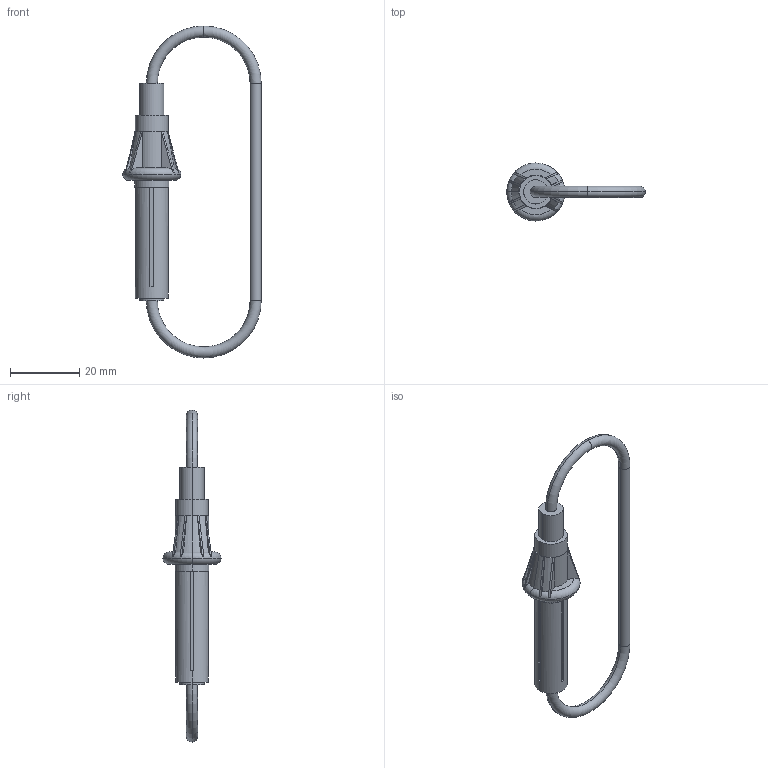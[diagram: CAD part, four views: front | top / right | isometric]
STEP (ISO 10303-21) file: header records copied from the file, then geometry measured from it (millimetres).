
FILE_DESCRIPTION (( 'STEP AP214' ), '1' );
FILE_NAME ('BF309.STEP', '2019-11-07T09:55:16', ( '' ), ( '' ), 'SwSTEP 2.0', 'SolidWorks 2017', '' );
FILE_SCHEMA (( 'AUTOMOTIVE_DESIGN' ));
Length unit declared in the file: millimetre
Products named in the file (1): BF309
Bounding box: 40 x 16.8 x 95.9 mm (x, y, z)
Volume: 6072.9 mm3; surface area: 4272.3 mm2
Topology: 3 solids, 3 shells, 83 faces, 194 edges, 121 vertices
Faces by surface type: plane 44, cone 15, cylinder 14, torus 10
Entity records: 2601 total; most frequent: CARTESIAN_POINT 659, DIRECTION 407, ORIENTED_EDGE 388, EDGE_CURVE 194, AXIS2_PLACEMENT_3D 173, VERTEX_POINT 121, CIRCLE 89, EDGE_LOOP 87
